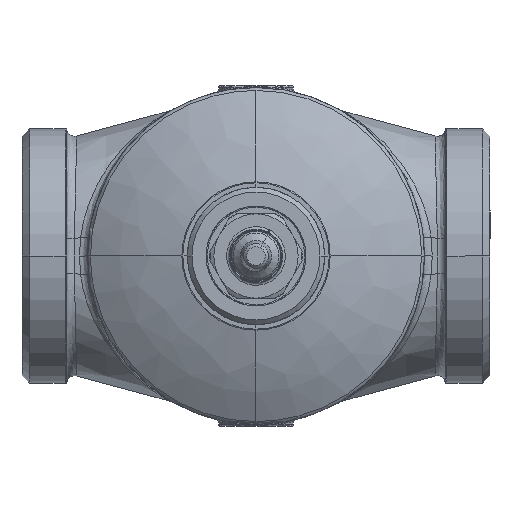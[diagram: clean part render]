
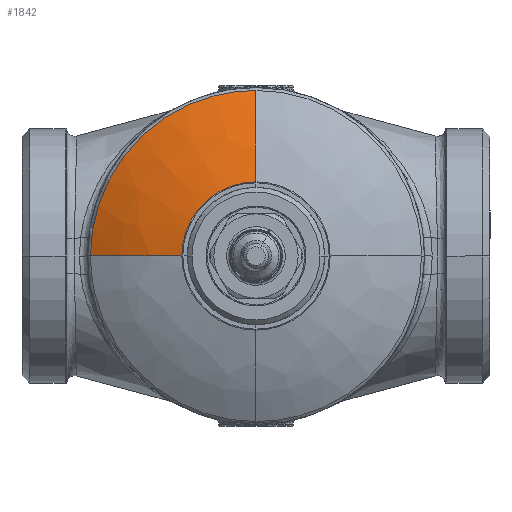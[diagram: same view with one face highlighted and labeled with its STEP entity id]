
A CAD part, front view. The second image highlights one B-rep face of the part: STEP entity #1842.
In plain terms, the highlighted free-form (B-spline) face has degree [3, 3] with [4, 4] control points.
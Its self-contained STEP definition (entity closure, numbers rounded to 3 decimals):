
#1445=CARTESIAN_POINT('Vertex',(0.,-52.819,23.766)) ;
#1448=CARTESIAN_POINT('Axis2P3D Location',(0.,-52.819,0.)) ;
#1452=CARTESIAN_POINT('Vertex',(-23.766,-52.819,0.)) ;
#1798=CARTESIAN_POINT('Control Point',(-23.1,-52.966,-1.453)) ;
#1799=CARTESIAN_POINT('Control Point',(-33.887,-50.439,-2.132)) ;
#1800=CARTESIAN_POINT('Control Point',(-44.11,-46.163,-2.775)) ;
#1801=CARTESIAN_POINT('Control Point',(-53.489,-40.256,-3.365)) ;
#1802=CARTESIAN_POINT('Control Point',(-23.995,-52.966,12.763)) ;
#1803=CARTESIAN_POINT('Control Point',(-35.199,-50.439,18.722)) ;
#1804=CARTESIAN_POINT('Control Point',(-45.818,-46.163,24.37)) ;
#1805=CARTESIAN_POINT('Control Point',(-55.559,-40.256,29.552)) ;
#1806=CARTESIAN_POINT('Control Point',(-14.244,-52.966,23.146)) ;
#1807=CARTESIAN_POINT('Control Point',(-20.895,-50.439,33.954)) ;
#1808=CARTESIAN_POINT('Control Point',(-27.199,-46.163,44.197)) ;
#1809=CARTESIAN_POINT('Control Point',(-32.982,-40.256,53.594)) ;
#1810=CARTESIAN_POINT('Control Point',(0.,-52.966,23.146)) ;
#1811=CARTESIAN_POINT('Control Point',(0.,-50.439,33.954)) ;
#1812=CARTESIAN_POINT('Control Point',(0.,-46.163,44.197)) ;
#1813=CARTESIAN_POINT('Control Point',(0.,-40.256,53.594)) ;
#1815=CARTESIAN_POINT('Control Point',(0.,-52.819,23.766)) ;
#1816=CARTESIAN_POINT('Control Point',(0.,-50.324,34.139)) ;
#1817=CARTESIAN_POINT('Control Point',(0.,-46.214,43.985)) ;
#1818=CARTESIAN_POINT('Control Point',(0.,-40.594,53.054)) ;
#1819=CARTESIAN_POINT('Vertex',(0.,-40.594,53.054)) ;
#1823=CARTESIAN_POINT('Control Point',(-53.054,-40.594,0.)) ;
#1824=CARTESIAN_POINT('Control Point',(-53.054,-40.594,31.245)) ;
#1825=CARTESIAN_POINT('Control Point',(-30.91,-40.594,53.054)) ;
#1826=CARTESIAN_POINT('Control Point',(0.,-40.594,53.054)) ;
#1827=CARTESIAN_POINT('Vertex',(-53.054,-40.594,0.)) ;
#1831=CARTESIAN_POINT('Control Point',(-23.766,-52.819,0.)) ;
#1832=CARTESIAN_POINT('Control Point',(-34.139,-50.324,0.)) ;
#1833=CARTESIAN_POINT('Control Point',(-43.985,-46.214,0.)) ;
#1834=CARTESIAN_POINT('Control Point',(-53.054,-40.594,0.)) ;
#1449=DIRECTION('Axis2P3D Direction',(-0.,1.,0.)) ;
#1450=AXIS2_PLACEMENT_3D('Circle Axis2P3D',#1448,#1449,$) ;
#1837=ORIENTED_EDGE('',*,*,#1821,.T.) ;
#1838=ORIENTED_EDGE('',*,*,#1829,.F.) ;
#1839=ORIENTED_EDGE('',*,*,#1835,.T.) ;
#1840=ORIENTED_EDGE('',*,*,#1454,.T.) ;
#1842=ADVANCED_FACE('MANIFOLD_SOLID_BREP #14016',(#1841),#1797,.T.) ;
#1451=CIRCLE('generated circle',#1450,23.766) ;
#1454=EDGE_CURVE('',#1453,#1446,#1451,.T.) ;
#1821=EDGE_CURVE('',#1446,#1820,#1814,.T.) ;
#1829=EDGE_CURVE('',#1828,#1820,#1822,.T.) ;
#1835=EDGE_CURVE('',#1828,#1453,#1830,.F.) ;
#1836=EDGE_LOOP('',(#1837,#1838,#1839,#1840)) ;
#1841=FACE_OUTER_BOUND('',#1836,.T.) ;
#1446=VERTEX_POINT('',#1445) ;
#1453=VERTEX_POINT('',#1452) ;
#1820=VERTEX_POINT('',#1819) ;
#1828=VERTEX_POINT('',#1827) ;
#1814=(BOUNDED_CURVE()B_SPLINE_CURVE(3,(#1815,#1816,#1817,#1818),.UNSPECIFIED.,.F.,.U.)B_SPLINE_CURVE_WITH_KNOTS((4,4),(0.697,35.414),.UNSPECIFIED.)CURVE()GEOMETRIC_REPRESENTATION_ITEM()RATIONAL_B_SPLINE_CURVE((1.195,1.185,1.185,1.195))REPRESENTATION_ITEM('')) ;
#1822=(BOUNDED_CURVE()B_SPLINE_CURVE(3,(#1823,#1824,#1825,#1826),.UNSPECIFIED.,.F.,.U.)B_SPLINE_CURVE_WITH_KNOTS((4,4),(3.041,71.49),.UNSPECIFIED.)CURVE()GEOMETRIC_REPRESENTATION_ITEM()RATIONAL_B_SPLINE_CURVE((1.164,0.944,0.954,1.195))REPRESENTATION_ITEM('')) ;
#1830=(BOUNDED_CURVE()B_SPLINE_CURVE(3,(#1831,#1832,#1833,#1834),.UNSPECIFIED.,.F.,.U.)B_SPLINE_CURVE_WITH_KNOTS((4,4),(0.697,35.414),.UNSPECIFIED.)CURVE()GEOMETRIC_REPRESENTATION_ITEM()RATIONAL_B_SPLINE_CURVE((1.164,1.154,1.154,1.164))REPRESENTATION_ITEM('')) ;
#1797=(BOUNDED_SURFACE()B_SPLINE_SURFACE(3,3,((#1798,#1799,#1800,#1801),(#1802,#1803,#1804,#1805),(#1806,#1807,#1808,#1809),(#1810,#1811,#1812,#1813)),.UNSPECIFIED.,.F.,.F.,.U.)B_SPLINE_SURFACE_WITH_KNOTS((4,4),(4,4),(0.,71.49),(0.,36.111),.UNSPECIFIED.)GEOMETRIC_REPRESENTATION_ITEM()RATIONAL_B_SPLINE_SURFACE(((1.195,1.185,1.185,1.195),(0.944,0.935,0.935,0.944),(0.944,0.935,0.935,0.944),(1.195,1.185,1.185,1.195)))REPRESENTATION_ITEM('Rational BSpline Surface')SURFACE()) ;
